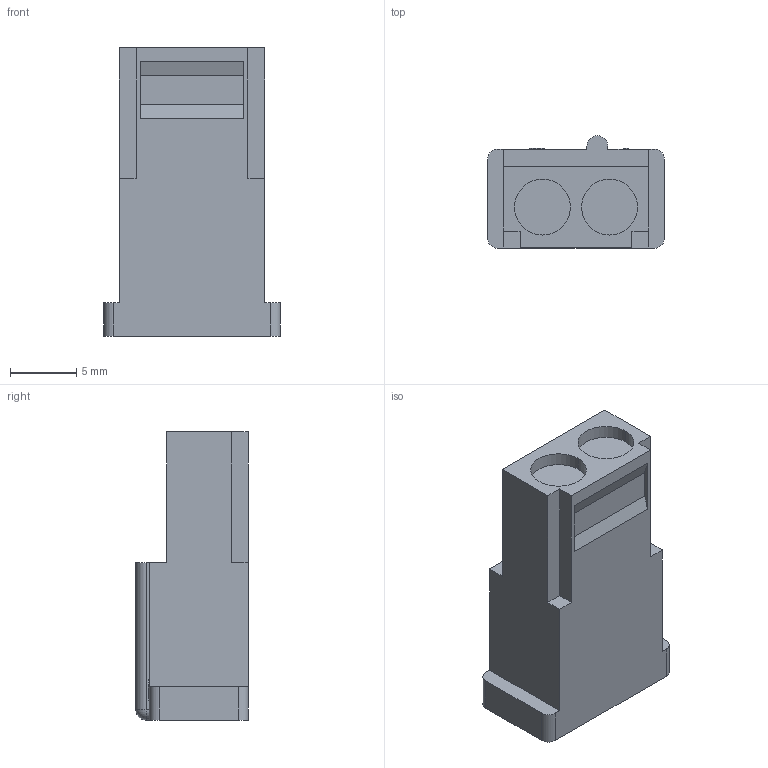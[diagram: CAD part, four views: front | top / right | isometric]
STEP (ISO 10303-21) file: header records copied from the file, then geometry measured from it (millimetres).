
FILE_DESCRIPTION((''),'2;1');
FILE_NAME('C-1-480318-0','2009-03-25T',('workeradm'),('Tyco Electronics Corporation'),'PRO/ENGINEER BY PARAMETRIC TECHNOLOGY CORPORATION, 2007390','PRO/ENGINEER BY PARAMETRIC TECHNOLOGY CORPORATION, 2007390','');
FILE_SCHEMA(('AUTOMOTIVE_DESIGN { 1 0 10303 214 1 1 1 1 }'));
Length unit declared in the file: millimetre
Products named in the file (1): C-1-480318-0
Bounding box: 13.4 x 8.51 x 21.84 mm (x, y, z)
Volume: 1599.6 mm3; surface area: 1076.4 mm2
Topology: 1 solids, 1 shells, 95 faces, 254 edges, 168 vertices
Faces by surface type: plane 84, cylinder 10, sphere 1
Entity records: 3012 total; most frequent: CARTESIAN_POINT 517, ORIENTED_EDGE 506, DIRECTION 465, EDGE_CURVE 253, VECTOR 231, LINE 231, VERTEX_POINT 168, AXIS2_PLACEMENT_3D 117
